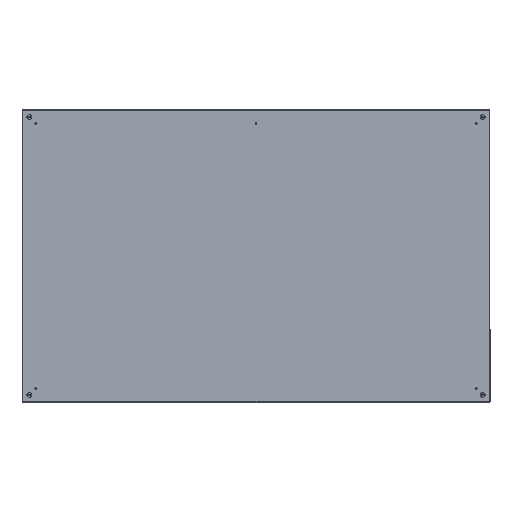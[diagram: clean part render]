
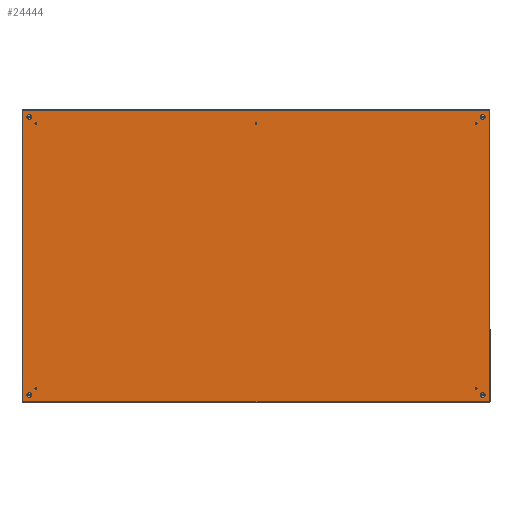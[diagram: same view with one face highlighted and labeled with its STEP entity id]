
A CAD part, left-side view. The second image highlights one B-rep face of the part: STEP entity #24444.
In plain terms, the highlighted face is planar.
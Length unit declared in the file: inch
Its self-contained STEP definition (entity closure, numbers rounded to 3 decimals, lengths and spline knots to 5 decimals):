
#2367 = CARTESIAN_POINT ( 'NONE',  ( -14.892, 0., -23.928 ) ) ;
#2403 = AXIS2_PLACEMENT_3D ( 'NONE', #32760, #40762, #25859 ) ;
#5292 = CIRCLE ( 'NONE', #2403, 0.25 ) ;
#5989 = CARTESIAN_POINT ( 'NONE',  ( -14., 0., 23.25 ) ) ;
#6413 = ORIENTED_EDGE ( 'NONE', *, *, #38509, .T. ) ;
#10893 = AXIS2_PLACEMENT_3D ( 'NONE', #55479, #25045, #71361 ) ;
#12529 = CIRCLE ( 'NONE', #17677, 0.25 ) ;
#12783 = VERTEX_POINT ( 'NONE', #53206 ) ;
#13402 = CARTESIAN_POINT ( 'NONE',  ( -14.892, 0., 23.928 ) ) ;
#15658 = EDGE_LOOP ( 'NONE', ( #44488, #6413 ) ) ;
#16818 = CARTESIAN_POINT ( 'NONE',  ( -14.892, 0., 0. ) ) ;
#17392 = DIRECTION ( 'NONE',  ( -1., 0., 0. ) ) ;
#17677 = AXIS2_PLACEMENT_3D ( 'NONE', #92967, #22547, #30436 ) ;
#18731 = CIRCLE ( 'NONE', #101951, 0.25 ) ;
#18826 = CARTESIAN_POINT ( 'NONE',  ( 14.5, 0., -23.25 ) ) ;
#19892 = CARTESIAN_POINT ( 'NONE',  ( -14., 0., -23.25 ) ) ;
#21958 = VECTOR ( 'NONE', #38795, 39.37008 ) ;
#22508 = EDGE_CURVE ( 'NONE', #64770, #45916, #29442, .T. ) ;
#22547 = DIRECTION ( 'NONE',  ( 0., -1., 0. ) ) ;
#22979 = CARTESIAN_POINT ( 'NONE',  ( 14.5, 0., 23.25 ) ) ;
#24444 = ADVANCED_FACE ( 'NONE', ( #71438, #34362, #29386, #31849, #93743 ), #62735, .T. ) ;
#24486 = LINE ( 'NONE', #16818, #66561 ) ;
#24911 = ORIENTED_EDGE ( 'NONE', *, *, #69534, .T. ) ;
#25045 = DIRECTION ( 'NONE',  ( 0., 1., 0. ) ) ;
#25700 = DIRECTION ( 'NONE',  ( 0., -1., 0. ) ) ;
#25859 = DIRECTION ( 'NONE',  ( -1., 0., 0. ) ) ;
#26540 = EDGE_CURVE ( 'NONE', #68175, #69548, #5292, .T. ) ;
#28680 = EDGE_LOOP ( 'NONE', ( #98712, #65110, #98748, #33878 ) ) ;
#29386 = FACE_BOUND ( 'NONE', #89349, .T. ) ;
#29442 = CIRCLE ( 'NONE', #57592, 0.25 ) ;
#29542 = VERTEX_POINT ( 'NONE', #5989 ) ;
#29560 = EDGE_CURVE ( 'NONE', #69548, #68175, #12529, .T. ) ;
#29705 = CARTESIAN_POINT ( 'NONE',  ( -14.5, 0., 23.25 ) ) ;
#30436 = DIRECTION ( 'NONE',  ( -1., 0., 0. ) ) ;
#30442 = DIRECTION ( 'NONE',  ( 0., -1., 0. ) ) ;
#31849 = FACE_BOUND ( 'NONE', #15658, .T. ) ;
#32291 = VERTEX_POINT ( 'NONE', #83791 ) ;
#32760 = CARTESIAN_POINT ( 'NONE',  ( 14.25, 0., -23.25 ) ) ;
#33472 = CARTESIAN_POINT ( 'NONE',  ( 14.892, 0., 23.928 ) ) ;
#33878 = ORIENTED_EDGE ( 'NONE', *, *, #53337, .T. ) ;
#34362 = FACE_BOUND ( 'NONE', #58179, .T. ) ;
#34458 = DIRECTION ( 'NONE',  ( 0., -1., 0. ) ) ;
#35877 = VERTEX_POINT ( 'NONE', #33472 ) ;
#38509 = EDGE_CURVE ( 'NONE', #29542, #71814, #18731, .T. ) ;
#38795 = DIRECTION ( 'NONE',  ( -1., 0., 0. ) ) ;
#40762 = DIRECTION ( 'NONE',  ( 0., -1., 0. ) ) ;
#41921 = EDGE_CURVE ( 'NONE', #35877, #32291, #72361, .T. ) ;
#42118 = CARTESIAN_POINT ( 'NONE',  ( 14.25, 0., 23.25 ) ) ;
#43268 = DIRECTION ( 'NONE',  ( 0., -1., 0. ) ) ;
#44488 = ORIENTED_EDGE ( 'NONE', *, *, #48375, .T. ) ;
#45916 = VERTEX_POINT ( 'NONE', #64762 ) ;
#48375 = EDGE_CURVE ( 'NONE', #71814, #29542, #58038, .T. ) ;
#48457 = CIRCLE ( 'NONE', #98929, 0.25 ) ;
#50032 = CARTESIAN_POINT ( 'NONE',  ( 14., 0., -23.25 ) ) ;
#50554 = DIRECTION ( 'NONE',  ( 0., -1., 0. ) ) ;
#52533 = VECTOR ( 'NONE', #73720, 39.37008 ) ;
#53206 = CARTESIAN_POINT ( 'NONE',  ( 14., 0., 23.25 ) ) ;
#53337 = EDGE_CURVE ( 'NONE', #90977, #35877, #58281, .T. ) ;
#55479 = CARTESIAN_POINT ( 'NONE',  ( 0., 0., 0. ) ) ;
#55808 = EDGE_CURVE ( 'NONE', #12783, #78966, #86138, .T. ) ;
#57313 = AXIS2_PLACEMENT_3D ( 'NONE', #78809, #30442, #61906 ) ;
#57592 = AXIS2_PLACEMENT_3D ( 'NONE', #59788, #43268, #74979 ) ;
#57957 = DIRECTION ( 'NONE',  ( -1., 0., 0. ) ) ;
#58038 = CIRCLE ( 'NONE', #63192, 0.25 ) ;
#58179 = EDGE_LOOP ( 'NONE', ( #74420, #24911 ) ) ;
#58281 = LINE ( 'NONE', #95698, #101506 ) ;
#59233 = EDGE_CURVE ( 'NONE', #88135, #90977, #24486, .T. ) ;
#59705 = EDGE_CURVE ( 'NONE', #32291, #88135, #82491, .T. ) ;
#59788 = CARTESIAN_POINT ( 'NONE',  ( -14.25, 0., -23.25 ) ) ;
#59819 = ORIENTED_EDGE ( 'NONE', *, *, #79254, .T. ) ;
#59979 = ORIENTED_EDGE ( 'NONE', *, *, #26540, .T. ) ;
#61906 = DIRECTION ( 'NONE',  ( -1., 0., 0. ) ) ;
#62735 = PLANE ( 'NONE',  #10893 ) ;
#63192 = AXIS2_PLACEMENT_3D ( 'NONE', #97885, #50554, #98226 ) ;
#64056 = DIRECTION ( 'NONE',  ( -1., 0., 0. ) ) ;
#64762 = CARTESIAN_POINT ( 'NONE',  ( -14.5, 0., -23.25 ) ) ;
#64770 = VERTEX_POINT ( 'NONE', #19892 ) ;
#65110 = ORIENTED_EDGE ( 'NONE', *, *, #59705, .T. ) ;
#66561 = VECTOR ( 'NONE', #79322, 39.37008 ) ;
#66836 = CARTESIAN_POINT ( 'NONE',  ( 14.892, 0., 0. ) ) ;
#68175 = VERTEX_POINT ( 'NONE', #18826 ) ;
#68736 = ORIENTED_EDGE ( 'NONE', *, *, #29560, .T. ) ;
#69534 = EDGE_CURVE ( 'NONE', #78966, #12783, #48457, .T. ) ;
#69548 = VERTEX_POINT ( 'NONE', #50032 ) ;
#71361 = DIRECTION ( 'NONE',  ( -1., 0., 0. ) ) ;
#71438 = FACE_OUTER_BOUND ( 'NONE', #28680, .T. ) ;
#71539 = DIRECTION ( 'NONE',  ( 1., 0., 0. ) ) ;
#71814 = VERTEX_POINT ( 'NONE', #29705 ) ;
#72304 = DIRECTION ( 'NONE',  ( 0., -1., 0. ) ) ;
#72361 = LINE ( 'NONE', #66836, #52533 ) ;
#73720 = DIRECTION ( 'NONE',  ( 0., 0., -1. ) ) ;
#74420 = ORIENTED_EDGE ( 'NONE', *, *, #55808, .T. ) ;
#74979 = DIRECTION ( 'NONE',  ( -1., 0., 0. ) ) ;
#78809 = CARTESIAN_POINT ( 'NONE',  ( 14.25, 0., 23.25 ) ) ;
#78966 = VERTEX_POINT ( 'NONE', #22979 ) ;
#79254 = EDGE_CURVE ( 'NONE', #45916, #64770, #89177, .T. ) ;
#79322 = DIRECTION ( 'NONE',  ( 0., 0., 1. ) ) ;
#80379 = AXIS2_PLACEMENT_3D ( 'NONE', #80580, #72304, #17392 ) ;
#80580 = CARTESIAN_POINT ( 'NONE',  ( -14.25, 0., -23.25 ) ) ;
#82491 = LINE ( 'NONE', #86798, #21958 ) ;
#83791 = CARTESIAN_POINT ( 'NONE',  ( 14.892, 0., -23.928 ) ) ;
#86138 = CIRCLE ( 'NONE', #57313, 0.25 ) ;
#86798 = CARTESIAN_POINT ( 'NONE',  ( 0., 0., -23.928 ) ) ;
#88135 = VERTEX_POINT ( 'NONE', #2367 ) ;
#89177 = CIRCLE ( 'NONE', #80379, 0.25 ) ;
#89349 = EDGE_LOOP ( 'NONE', ( #68736, #59979 ) ) ;
#90977 = VERTEX_POINT ( 'NONE', #13402 ) ;
#91125 = EDGE_LOOP ( 'NONE', ( #59819, #93417 ) ) ;
#92967 = CARTESIAN_POINT ( 'NONE',  ( 14.25, 0., -23.25 ) ) ;
#93417 = ORIENTED_EDGE ( 'NONE', *, *, #22508, .T. ) ;
#93743 = FACE_BOUND ( 'NONE', #91125, .T. ) ;
#95698 = CARTESIAN_POINT ( 'NONE',  ( 0., 0., 23.928 ) ) ;
#96525 = CARTESIAN_POINT ( 'NONE',  ( -14.25, 0., 23.25 ) ) ;
#97885 = CARTESIAN_POINT ( 'NONE',  ( -14.25, 0., 23.25 ) ) ;
#98226 = DIRECTION ( 'NONE',  ( -1., 0., 0. ) ) ;
#98712 = ORIENTED_EDGE ( 'NONE', *, *, #41921, .T. ) ;
#98748 = ORIENTED_EDGE ( 'NONE', *, *, #59233, .T. ) ;
#98929 = AXIS2_PLACEMENT_3D ( 'NONE', #42118, #34458, #57957 ) ;
#101506 = VECTOR ( 'NONE', #71539, 39.37008 ) ;
#101951 = AXIS2_PLACEMENT_3D ( 'NONE', #96525, #25700, #64056 ) ;
